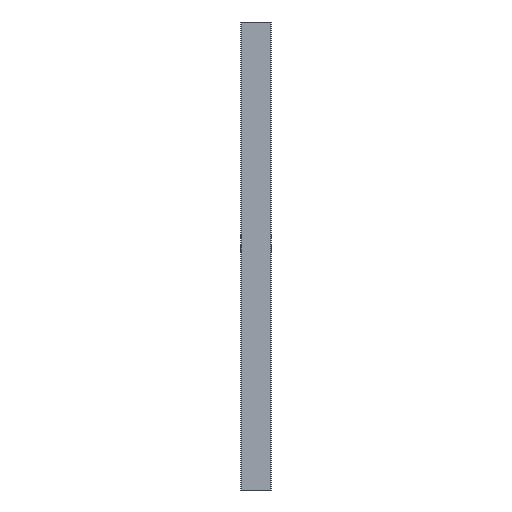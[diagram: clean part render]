
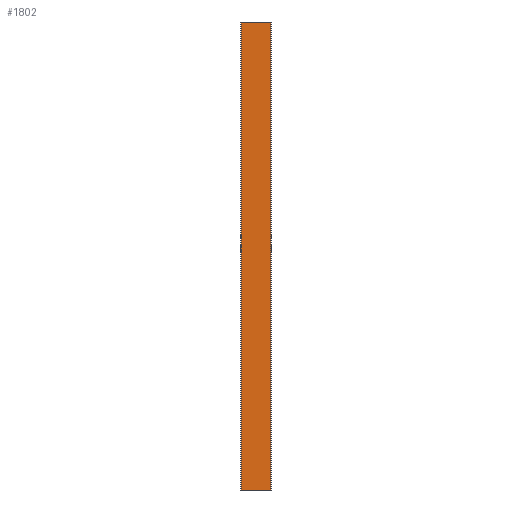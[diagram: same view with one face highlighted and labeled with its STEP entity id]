
A CAD part, left-side view. The second image highlights one B-rep face of the part: STEP entity #1802.
In plain terms, the highlighted planar face has unit normal (-1, 0, 0).
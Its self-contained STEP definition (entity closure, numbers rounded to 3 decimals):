
#29 = VERTEX_POINT ( 'NONE', #1653 ) ;
#149 = FACE_OUTER_BOUND ( 'NONE', #1311, .T. ) ;
#194 = DIRECTION ( 'NONE',  ( 0., 0., -1. ) ) ;
#196 = DIRECTION ( 'NONE',  ( 1., 0., 0. ) ) ;
#202 = CARTESIAN_POINT ( 'NONE',  ( 0., -62., 2000. ) ) ;
#205 = PLANE ( 'NONE',  #458 ) ;
#377 = EDGE_CURVE ( 'NONE', #29, #1503, #767, .T. ) ;
#391 = EDGE_CURVE ( 'NONE', #1503, #1464, #772, .T. ) ;
#400 = EDGE_CURVE ( 'NONE', #1207, #1464, #762, .T. ) ;
#413 = EDGE_CURVE ( 'NONE', #29, #1207, #761, .T. ) ;
#458 = AXIS2_PLACEMENT_3D ( 'NONE', #202, #196, #194 ) ;
#746 = VECTOR ( 'NONE', #1018, 1000. ) ;
#751 = VECTOR ( 'NONE', #932, 1000. ) ;
#757 = VECTOR ( 'NONE', #1157, 1000. ) ;
#761 = LINE ( 'NONE', #1140, #746 ) ;
#762 = LINE ( 'NONE', #1077, #751 ) ;
#763 = VECTOR ( 'NONE', #1201, 1000. ) ;
#767 = LINE ( 'NONE', #1178, #763 ) ;
#772 = LINE ( 'NONE', #1147, #757 ) ;
#828 = CARTESIAN_POINT ( 'NONE',  ( 0., 62., 0. ) ) ;
#882 = CARTESIAN_POINT ( 'NONE',  ( 0., -62., 0. ) ) ;
#932 = DIRECTION ( 'NONE',  ( 0., 0., -1. ) ) ;
#1018 = DIRECTION ( 'NONE',  ( 0., -1., 0. ) ) ;
#1077 = CARTESIAN_POINT ( 'NONE',  ( 0., -62., 2000. ) ) ;
#1140 = CARTESIAN_POINT ( 'NONE',  ( 0., -62., 2000. ) ) ;
#1147 = CARTESIAN_POINT ( 'NONE',  ( 0., -62., 0. ) ) ;
#1157 = DIRECTION ( 'NONE',  ( 0., -1., 0. ) ) ;
#1178 = CARTESIAN_POINT ( 'NONE',  ( 0., 62., 2000. ) ) ;
#1201 = DIRECTION ( 'NONE',  ( 0., 0., -1. ) ) ;
#1207 = VERTEX_POINT ( 'NONE', #1267 ) ;
#1267 = CARTESIAN_POINT ( 'NONE',  ( 0., -62., 2000. ) ) ;
#1311 = EDGE_LOOP ( 'NONE', ( #1663, #1669, #1672, #1675 ) ) ;
#1464 = VERTEX_POINT ( 'NONE', #882 ) ;
#1503 = VERTEX_POINT ( 'NONE', #828 ) ;
#1653 = CARTESIAN_POINT ( 'NONE',  ( 0., 62., 2000. ) ) ;
#1663 = ORIENTED_EDGE ( 'NONE', *, *, #391, .T. ) ;
#1669 = ORIENTED_EDGE ( 'NONE', *, *, #400, .F. ) ;
#1672 = ORIENTED_EDGE ( 'NONE', *, *, #413, .F. ) ;
#1675 = ORIENTED_EDGE ( 'NONE', *, *, #377, .T. ) ;
#1802 = ADVANCED_FACE ( 'NONE', ( #149 ), #205, .F. ) ;
